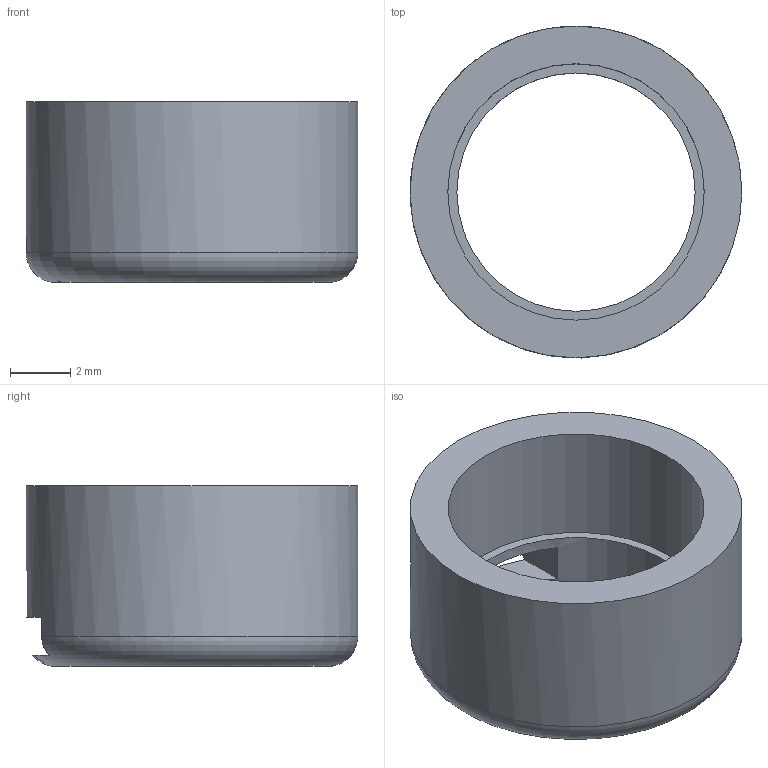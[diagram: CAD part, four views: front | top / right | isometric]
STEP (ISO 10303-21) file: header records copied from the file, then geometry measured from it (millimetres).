
FILE_DESCRIPTION(/* description */ (''),/* implementation_level */ '2;1');
FILE_NAME(/* name */ 'MOTOR_COVER.step',/* time_stamp */ '2020-07-06T20:13:52+06:00',/* author */ (''),/* organization */ (''),/* preprocessor_version */ 'ST-DEVELOPER v18.1',/* originating_system */ 'Autodesk Translation Framework v9.3.0.1241',/* authorisation */ '');
FILE_SCHEMA (('AUTOMOTIVE_DESIGN { 1 0 10303 214 3 1 1 }'));
Length unit declared in the file: millimetre
Products named in the file (1): MOTOR COVER
Bounding box: 11 x 11 x 6 mm (x, y, z)
Volume: 228.8 mm3; surface area: 446.4 mm2
Topology: 1 solids, 1 shells, 11 faces, 26 edges, 17 vertices
Faces by surface type: plane 7, cylinder 3, torus 1
Full cylindrical faces by diameter (mm): 7.9 x1, 8.5 x1, 11 x1
Entity records: 361 total; most frequent: CARTESIAN_POINT 65, DIRECTION 61, ORIENTED_EDGE 52, EDGE_CURVE 26, AXIS2_PLACEMENT_3D 25, VERTEX_POINT 17, EDGE_LOOP 15, CIRCLE 13
